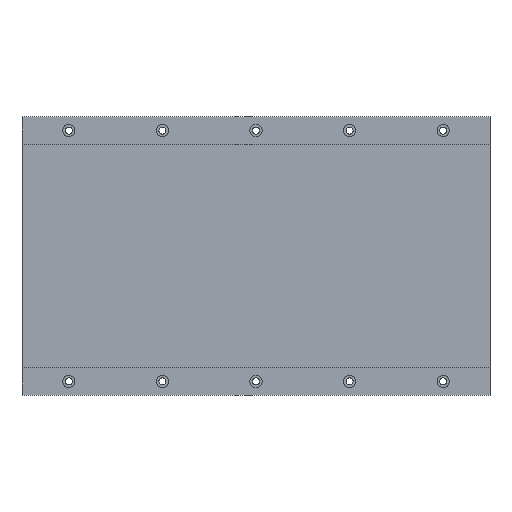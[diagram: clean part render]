
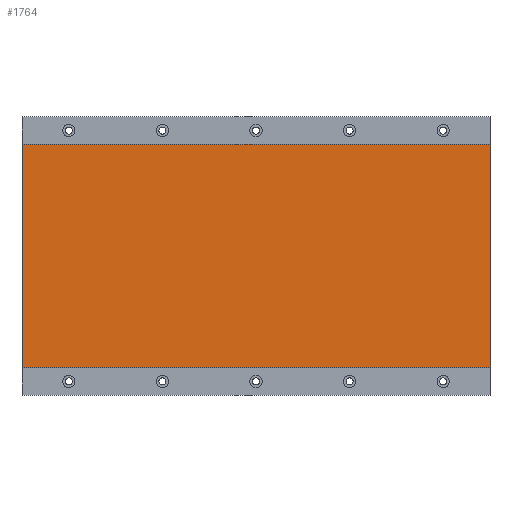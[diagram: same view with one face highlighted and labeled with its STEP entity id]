
A CAD part, top view. The second image highlights one B-rep face of the part: STEP entity #1764.
In plain terms, the highlighted planar face has unit normal (0, 0, 1).
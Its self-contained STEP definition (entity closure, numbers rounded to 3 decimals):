
#32 = LINE ( 'NONE', #749, #1286 ) ;
#57 = CARTESIAN_POINT ( 'NONE',  ( 0., 0., 13.7 ) ) ;
#69 = DIRECTION ( 'NONE',  ( 1., 0., 0. ) ) ;
#104 = CARTESIAN_POINT ( 'NONE',  ( -210., -100.2, 13.7 ) ) ;
#168 = LINE ( 'NONE', #484, #780 ) ;
#186 = ORIENTED_EDGE ( 'NONE', *, *, #1498, .T. ) ;
#197 = VERTEX_POINT ( 'NONE', #444 ) ;
#246 = VECTOR ( 'NONE', #1131, 1000. ) ;
#313 = DIRECTION ( 'NONE',  ( -1., 0., 0. ) ) ;
#335 = DIRECTION ( 'NONE',  ( 0., -1., 0. ) ) ;
#340 = DIRECTION ( 'NONE',  ( 0., 0., 1. ) ) ;
#363 = CARTESIAN_POINT ( 'NONE',  ( -210., 100.2, 13.7 ) ) ;
#393 = EDGE_CURVE ( 'NONE', #709, #1264, #32, .T. ) ;
#444 = CARTESIAN_POINT ( 'NONE',  ( 210., -100.2, 13.7 ) ) ;
#484 = CARTESIAN_POINT ( 'NONE',  ( -210., 100.2, 13.7 ) ) ;
#491 = PLANE ( 'NONE',  #1032 ) ;
#615 = ORIENTED_EDGE ( 'NONE', *, *, #1103, .T. ) ;
#709 = VERTEX_POINT ( 'NONE', #363 ) ;
#749 = CARTESIAN_POINT ( 'NONE',  ( -210., 100.2, 13.7 ) ) ;
#780 = VECTOR ( 'NONE', #313, 1000. ) ;
#933 = EDGE_CURVE ( 'NONE', #1264, #197, #1574, .T. ) ;
#965 = CARTESIAN_POINT ( 'NONE',  ( 210., 100.2, 13.7 ) ) ;
#1032 = AXIS2_PLACEMENT_3D ( 'NONE', #57, #340, #69 ) ;
#1090 = FACE_OUTER_BOUND ( 'NONE', #1298, .T. ) ;
#1103 = EDGE_CURVE ( 'NONE', #197, #1804, #1259, .T. ) ;
#1113 = ORIENTED_EDGE ( 'NONE', *, *, #933, .T. ) ;
#1131 = DIRECTION ( 'NONE',  ( 0., 1., 0. ) ) ;
#1172 = ORIENTED_EDGE ( 'NONE', *, *, #393, .T. ) ;
#1259 = LINE ( 'NONE', #1845, #246 ) ;
#1264 = VERTEX_POINT ( 'NONE', #1346 ) ;
#1286 = VECTOR ( 'NONE', #335, 1000. ) ;
#1298 = EDGE_LOOP ( 'NONE', ( #615, #186, #1172, #1113 ) ) ;
#1346 = CARTESIAN_POINT ( 'NONE',  ( -210., -100.2, 13.7 ) ) ;
#1498 = EDGE_CURVE ( 'NONE', #1804, #709, #168, .T. ) ;
#1574 = LINE ( 'NONE', #104, #1858 ) ;
#1764 = ADVANCED_FACE ( 'NONE', ( #1090 ), #491, .T. ) ;
#1804 = VERTEX_POINT ( 'NONE', #965 ) ;
#1845 = CARTESIAN_POINT ( 'NONE',  ( 210., 100.2, 13.7 ) ) ;
#1856 = DIRECTION ( 'NONE',  ( 1., 0., 0. ) ) ;
#1858 = VECTOR ( 'NONE', #1856, 1000. ) ;
